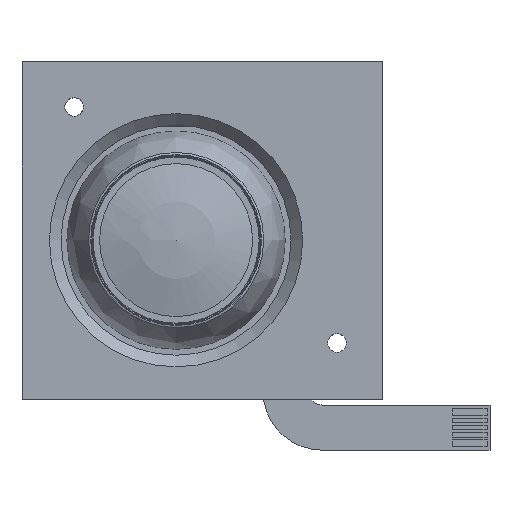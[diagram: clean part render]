
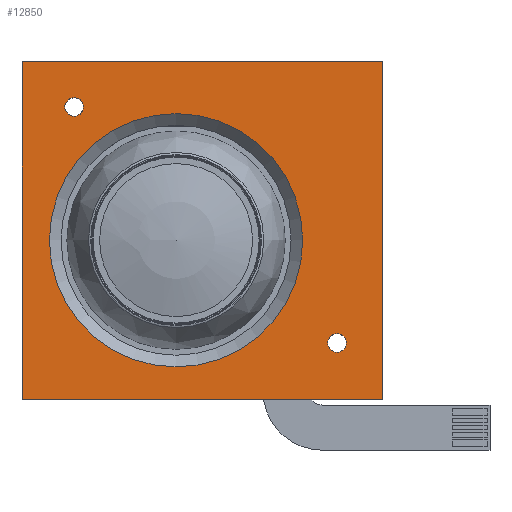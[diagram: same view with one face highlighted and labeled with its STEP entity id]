
A CAD part, top view. The second image highlights one B-rep face of the part: STEP entity #12850.
In plain terms, the highlighted planar face has unit normal (0, 0, 1).
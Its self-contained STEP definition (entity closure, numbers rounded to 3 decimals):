
#12797 = VERTEX_POINT('',#12798);
#12798 = CARTESIAN_POINT('',(8.694,0.,2.));
#12814 = EDGE_CURVE('',#12797,#12797,#12815,.T.);
#12815 = CIRCLE('',#12816,8.694);
#12816 = AXIS2_PLACEMENT_3D('',#12817,#12818,#12819);
#12817 = CARTESIAN_POINT('',(0.,0.,2.)
  );
#12818 = DIRECTION('',(0.,0.,1.));
#12819 = DIRECTION('',(-1.,0.,0.));
#12850 = ADVANCED_FACE('',(#12851,#12885,#12896,#12907),#12910,.T.);
#12851 = FACE_BOUND('',#12852,.T.);
#12852 = EDGE_LOOP('',(#12853,#12863,#12871,#12879));
#12853 = ORIENTED_EDGE('',*,*,#12854,.T.);
#12854 = EDGE_CURVE('',#12855,#12857,#12859,.T.);
#12855 = VERTEX_POINT('',#12856);
#12856 = CARTESIAN_POINT('',(14.15,12.25,2.));
#12857 = VERTEX_POINT('',#12858);
#12858 = CARTESIAN_POINT('',(-10.577,12.25,2.));
#12859 = LINE('',#12860,#12861);
#12860 = CARTESIAN_POINT('',(14.15,12.25,2.));
#12861 = VECTOR('',#12862,1.);
#12862 = DIRECTION('',(-1.,0.,0.));
#12863 = ORIENTED_EDGE('',*,*,#12864,.T.);
#12864 = EDGE_CURVE('',#12857,#12865,#12867,.T.);
#12865 = VERTEX_POINT('',#12866);
#12866 = CARTESIAN_POINT('',(-10.577,-10.927,2.));
#12867 = LINE('',#12868,#12869);
#12868 = CARTESIAN_POINT('',(-10.577,12.25,2.));
#12869 = VECTOR('',#12870,1.);
#12870 = DIRECTION('',(0.,-1.,0.));
#12871 = ORIENTED_EDGE('',*,*,#12872,.T.);
#12872 = EDGE_CURVE('',#12865,#12873,#12875,.T.);
#12873 = VERTEX_POINT('',#12874);
#12874 = CARTESIAN_POINT('',(14.15,-10.927,2.));
#12875 = LINE('',#12876,#12877);
#12876 = CARTESIAN_POINT('',(-10.577,-10.927,2.));
#12877 = VECTOR('',#12878,1.);
#12878 = DIRECTION('',(1.,0.,0.));
#12879 = ORIENTED_EDGE('',*,*,#12880,.T.);
#12880 = EDGE_CURVE('',#12873,#12855,#12881,.T.);
#12881 = LINE('',#12882,#12883);
#12882 = CARTESIAN_POINT('',(14.15,-10.927,2.));
#12883 = VECTOR('',#12884,1.);
#12884 = DIRECTION('',(0.,1.,0.));
#12885 = FACE_BOUND('',#12886,.T.);
#12886 = EDGE_LOOP('',(#12887));
#12887 = ORIENTED_EDGE('',*,*,#12888,.T.);
#12888 = EDGE_CURVE('',#12889,#12889,#12891,.T.);
#12889 = VERTEX_POINT('',#12890);
#12890 = CARTESIAN_POINT('',(10.415,-7.05,2.));
#12891 = CIRCLE('',#12892,0.636);
#12892 = AXIS2_PLACEMENT_3D('',#12893,#12894,#12895);
#12893 = CARTESIAN_POINT('',(11.05,-7.05,2.));
#12894 = DIRECTION('',(0.,0.,-1.));
#12895 = DIRECTION('',(1.,0.,0.));
#12896 = FACE_BOUND('',#12897,.T.);
#12897 = EDGE_LOOP('',(#12898));
#12898 = ORIENTED_EDGE('',*,*,#12899,.T.);
#12899 = EDGE_CURVE('',#12900,#12900,#12902,.T.);
#12900 = VERTEX_POINT('',#12901);
#12901 = CARTESIAN_POINT('',(-7.636,9.15,2.));
#12902 = CIRCLE('',#12903,0.636);
#12903 = AXIS2_PLACEMENT_3D('',#12904,#12905,#12906);
#12904 = CARTESIAN_POINT('',(-7.,9.15,2.));
#12905 = DIRECTION('',(0.,0.,-1.));
#12906 = DIRECTION('',(1.,0.,0.));
#12907 = FACE_BOUND('',#12908,.T.);
#12908 = EDGE_LOOP('',(#12909));
#12909 = ORIENTED_EDGE('',*,*,#12814,.F.);
#12910 = PLANE('',#12911);
#12911 = AXIS2_PLACEMENT_3D('',#12912,#12913,#12914);
#12912 = CARTESIAN_POINT('',(1.986,0.861,2.));
#12913 = DIRECTION('',(0.,0.,1.));
#12914 = DIRECTION('',(-1.,0.,0.));
